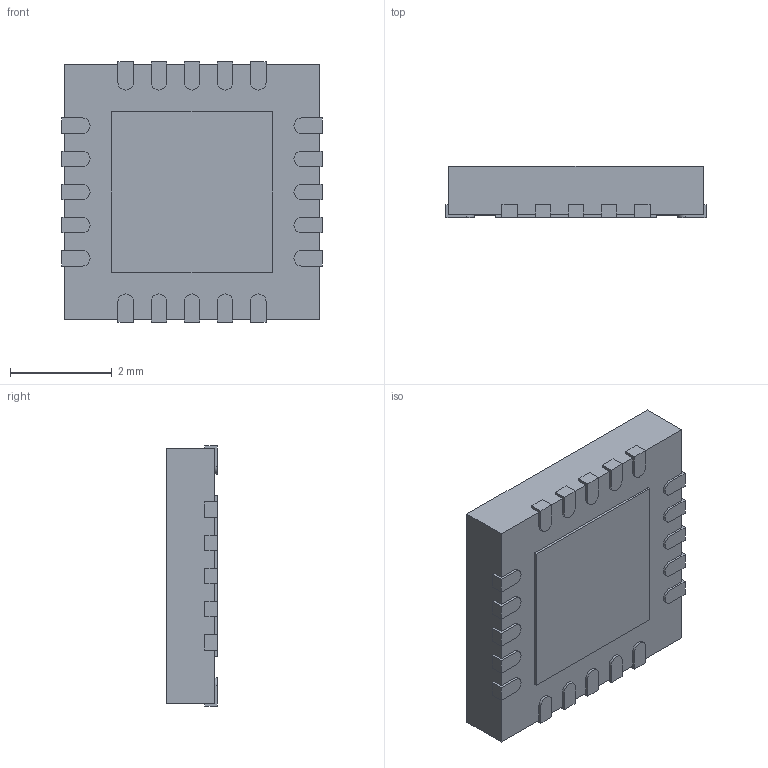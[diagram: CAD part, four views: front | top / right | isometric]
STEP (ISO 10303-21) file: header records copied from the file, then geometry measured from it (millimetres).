
FILE_DESCRIPTION (( 'STEP AP214' ), '1' );
FILE_NAME ( 'QFN_21_P65_500X500X100L55X30T315N.STEP', '2019-01-31T21:48:12', ( '' ), ( '' ), 'Part was generated with the free Library Expert Lite available at www.PCBLibraries.com. Removing line will violate the End User License Agreement.', '©2017 PCB Libraries, Inc.', '' );
FILE_SCHEMA (( 'AUTOMOTIVE_DESIGN' ));
Length unit declared in the file: millimetre
Products named in the file (1): QFN_21_P65_500X500X100L55X30T315N
Bounding box: 5.1 x 1 x 5.1 mm (x, y, z)
Volume: 24.5 mm3; surface area: 105.3 mm2
Topology: 22 solids, 22 shells, 200 faces, 462 edges, 308 vertices
Faces by surface type: plane 158, cylinder 40, torus 2
Entity records: 6431 total; most frequent: CARTESIAN_POINT 971, DIRECTION 950, ORIENTED_EDGE 924, EDGE_CURVE 462, VECTOR 376, LINE 376, VERTEX_POINT 308, AXIS2_PLACEMENT_3D 287
